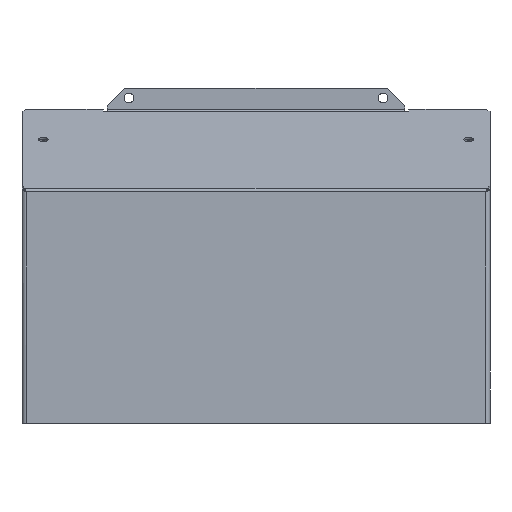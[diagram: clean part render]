
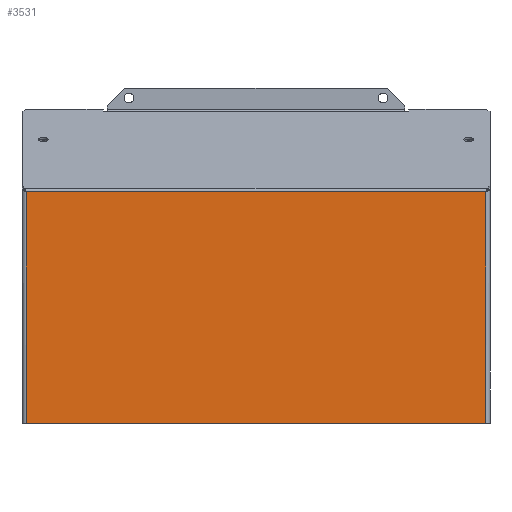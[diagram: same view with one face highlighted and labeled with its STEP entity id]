
A CAD part, top view. The second image highlights one B-rep face of the part: STEP entity #3531.
In plain terms, the highlighted planar face has unit normal (0, 0, 1).
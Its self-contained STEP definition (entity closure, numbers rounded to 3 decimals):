
#463=CARTESIAN_POINT('',(107.5,-38.682,65.));
#483=DIRECTION('',(0.,-1.,0.));
#484=VECTOR('',#483,108.318);
#485=CARTESIAN_POINT('',(107.5,-38.682,65.));
#486=LINE('',#485,#484);
#838=DIRECTION('',(-1.,0.,0.));
#839=VECTOR('',#838,215.);
#840=CARTESIAN_POINT('',(107.5,-38.682,65.));
#841=LINE('',#840,#839);
#886=DIRECTION('',(1.,0.,0.));
#887=VECTOR('',#886,215.);
#888=CARTESIAN_POINT('',(-107.5,-147.,65.));
#889=LINE('',#888,#887);
#914=CARTESIAN_POINT('',(-107.5,-38.682,65.));
#919=DIRECTION('',(0.,-1.,0.));
#920=VECTOR('',#919,108.318);
#921=CARTESIAN_POINT('',(-107.5,-38.682,65.));
#922=LINE('',#921,#920);
#2471=CARTESIAN_POINT('',(-107.5,-147.,65.));
#2472=CARTESIAN_POINT('',(107.5,-147.,65.));
#2473=VERTEX_POINT('',#2471);
#2474=VERTEX_POINT('',#2472);
#2787=VERTEX_POINT('',#463);
#2805=VERTEX_POINT('',#914);
#3518=CARTESIAN_POINT('',(0.,-37.528,65.));
#3519=DIRECTION('',(0.,0.,1.));
#3520=DIRECTION('',(0.,-1.,0.));
#3521=AXIS2_PLACEMENT_3D('',#3518,#3519,#3520);
#3522=PLANE('',#3521);
#3524=ORIENTED_EDGE('',*,*,#3523,.F.);
#3526=ORIENTED_EDGE('',*,*,#3525,.F.);
#3527=ORIENTED_EDGE('',*,*,#3508,.F.);
#3528=ORIENTED_EDGE('',*,*,#3229,.T.);
#3529=EDGE_LOOP('',(#3524,#3526,#3527,#3528));
#3530=FACE_OUTER_BOUND('',#3529,.F.);
#3229=EDGE_CURVE('',#2787,#2474,#486,.T.);
#3508=EDGE_CURVE('',#2787,#2805,#841,.T.);
#3523=EDGE_CURVE('',#2473,#2474,#889,.T.);
#3525=EDGE_CURVE('',#2805,#2473,#922,.T.);
#3531=ADVANCED_FACE('',(#3530),#3522,.T.);
